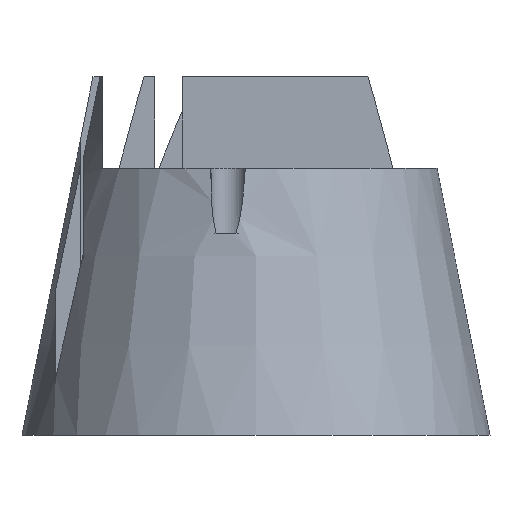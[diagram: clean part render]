
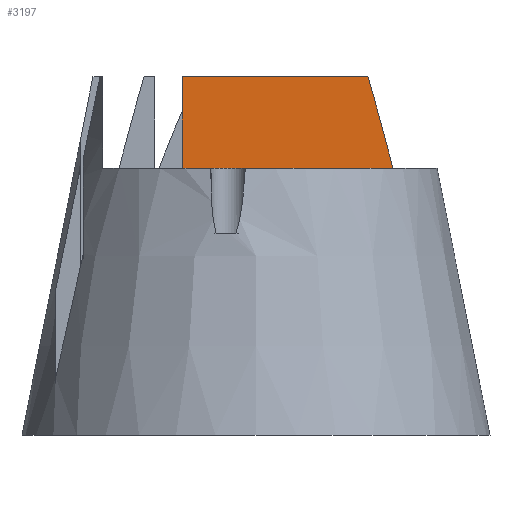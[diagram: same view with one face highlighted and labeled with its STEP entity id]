
A CAD part, left-side view. The second image highlights one B-rep face of the part: STEP entity #3197.
In plain terms, the highlighted planar face has unit normal (-1, 0, 0).
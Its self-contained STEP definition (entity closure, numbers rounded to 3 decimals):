
#45 = CONICAL_SURFACE('',#46,16.94,0.195);
#46 = AXIS2_PLACEMENT_3D('',#47,#48,#49);
#47 = CARTESIAN_POINT('',(20.821,16.94,0.));
#48 = DIRECTION('',(-0.,-0.,-1.));
#49 = DIRECTION('',(1.,0.,-0.));
#174 = PLANE('',#175);
#175 = AXIS2_PLACEMENT_3D('',#176,#177,#178);
#176 = CARTESIAN_POINT('',(28.096,22.28,
    30.701));
#177 = DIRECTION('',(0.,-1.,0.));
#178 = DIRECTION('',(1.,0.,0.));
#685 = VERTEX_POINT('',#686);
#686 = CARTESIAN_POINT('',(29.405,8.834,
    25.976));
#701 = PLANE('',#702);
#702 = AXIS2_PLACEMENT_3D('',#703,#704,#705);
#703 = CARTESIAN_POINT('',(20.821,16.94,
    25.976));
#704 = DIRECTION('',(0.,0.,1.));
#705 = DIRECTION('',(1.,0.,-0.));
#713 = EDGE_CURVE('',#685,#714,#716,.T.);
#714 = VERTEX_POINT('',#715);
#715 = CARTESIAN_POINT('',(29.405,7.017,
    19.325));
#716 = SURFACE_CURVE('',#717,(#722,#732),.PCURVE_S1.);
#717 = HYPERBOLA('',#718,43.44,8.584);
#718 = AXIS2_PLACEMENT_3D('',#719,#720,#721);
#719 = CARTESIAN_POINT('',(29.405,16.94,
    85.723));
#720 = DIRECTION('',(-1.,-0.,-0.));
#721 = DIRECTION('',(0.,0.,-1.));
#722 = PCURVE('',#45,#723);
#723 = DEFINITIONAL_REPRESENTATION('',(#724),#731);
#724 = B_SPLINE_CURVE_WITH_KNOTS('',5,(#725,#726,#727,#728,#729,#730),
  .UNSPECIFIED.,.F.,.F.,(6,6),(0.841,1.01),
  .PIECEWISE_BEZIER_KNOTS.);
#725 = CARTESIAN_POINT('',(-5.526,-25.976));
#726 = CARTESIAN_POINT('',(-5.502,-24.594));
#727 = CARTESIAN_POINT('',(-5.478,-23.128));
#728 = CARTESIAN_POINT('',(-5.455,-21.574));
#729 = CARTESIAN_POINT('',(-5.433,-19.929));
#730 = CARTESIAN_POINT('',(-5.411,-18.187));
#731 = ( GEOMETRIC_REPRESENTATION_CONTEXT(2) 
PARAMETRIC_REPRESENTATION_CONTEXT() REPRESENTATION_CONTEXT('2D SPACE',''
  ) );
#732 = PCURVE('',#733,#738);
#733 = PLANE('',#734);
#734 = AXIS2_PLACEMENT_3D('',#735,#736,#737);
#735 = CARTESIAN_POINT('',(29.405,14.016,
    25.013));
#736 = DIRECTION('',(-1.,-0.,-0.));
#737 = DIRECTION('',(0.,0.,-1.));
#738 = DEFINITIONAL_REPRESENTATION('',(#739),#743);
#739 = ( BOUNDED_CURVE() B_SPLINE_CURVE(2,(#740,#741,#742),
.UNSPECIFIED.,.F.,.F.) B_SPLINE_CURVE_WITH_KNOTS((3,3),(0.841,
1.01),.PIECEWISE_BEZIER_KNOTS.) CURVE() 
GEOMETRIC_REPRESENTATION_ITEM() RATIONAL_B_SPLINE_CURVE((1.,
1.004,1.)) REPRESENTATION_ITEM('') );
#740 = CARTESIAN_POINT('',(-0.963,5.182));
#741 = CARTESIAN_POINT('',(2.482,6.174));
#742 = CARTESIAN_POINT('',(6.826,7.295));
#743 = ( GEOMETRIC_REPRESENTATION_CONTEXT(2) 
PARAMETRIC_REPRESENTATION_CONTEXT() REPRESENTATION_CONTEXT('2D SPACE',''
  ) );
#762 = PLANE('',#763);
#763 = AXIS2_PLACEMENT_3D('',#764,#765,#766);
#764 = CARTESIAN_POINT('',(0.,28.032,19.325));
#765 = DIRECTION('',(0.,-0.,-1.));
#766 = DIRECTION('',(0.,-1.,0.));
#1929 = EDGE_CURVE('',#1930,#1932,#1934,.T.);
#1930 = VERTEX_POINT('',#1931);
#1931 = CARTESIAN_POINT('',(29.405,22.28,
    19.325));
#1932 = VERTEX_POINT('',#1933);
#1933 = CARTESIAN_POINT('',(29.405,22.28,
    25.976));
#1934 = SURFACE_CURVE('',#1935,(#1939,#1945),.PCURVE_S1.);
#1935 = LINE('',#1936,#1937);
#1936 = CARTESIAN_POINT('',(29.405,22.28,
    27.857));
#1937 = VECTOR('',#1938,1.);
#1938 = DIRECTION('',(-0.,0.,1.));
#1939 = PCURVE('',#174,#1940);
#1940 = DEFINITIONAL_REPRESENTATION('',(#1941),#1944);
#1941 = B_SPLINE_CURVE_WITH_KNOTS('',1,(#1942,#1943),.UNSPECIFIED.,.F.,
  .F.,(2,2),(-8.532,2.844),.PIECEWISE_BEZIER_KNOTS.);
#1942 = CARTESIAN_POINT('',(1.309,-11.376));
#1943 = CARTESIAN_POINT('',(1.309,0.));
#1944 = ( GEOMETRIC_REPRESENTATION_CONTEXT(2) 
PARAMETRIC_REPRESENTATION_CONTEXT() REPRESENTATION_CONTEXT('2D SPACE',''
  ) );
#1945 = PCURVE('',#733,#1946);
#1946 = DEFINITIONAL_REPRESENTATION('',(#1947),#1950);
#1947 = B_SPLINE_CURVE_WITH_KNOTS('',1,(#1948,#1949),.UNSPECIFIED.,.F.,
  .F.,(2,2),(-8.532,2.844),.PIECEWISE_BEZIER_KNOTS.);
#1948 = CARTESIAN_POINT('',(5.688,-8.264));
#1949 = CARTESIAN_POINT('',(-5.688,-8.264));
#1950 = ( GEOMETRIC_REPRESENTATION_CONTEXT(2) 
PARAMETRIC_REPRESENTATION_CONTEXT() REPRESENTATION_CONTEXT('2D SPACE',''
  ) );
#2722 = EDGE_CURVE('',#685,#1932,#2723,.T.);
#2723 = SURFACE_CURVE('',#2724,(#2728,#2734),.PCURVE_S1.);
#2724 = LINE('',#2725,#2726);
#2725 = CARTESIAN_POINT('',(29.405,15.478,
    25.976));
#2726 = VECTOR('',#2727,1.);
#2727 = DIRECTION('',(0.,1.,0.));
#2728 = PCURVE('',#701,#2729);
#2729 = DEFINITIONAL_REPRESENTATION('',(#2730),#2733);
#2730 = B_SPLINE_CURVE_WITH_KNOTS('',1,(#2731,#2732),.UNSPECIFIED.,.F.,
  .F.,(2,2),(-10.345,6.802),.PIECEWISE_BEZIER_KNOTS.);
#2731 = CARTESIAN_POINT('',(8.584,-11.807));
#2732 = CARTESIAN_POINT('',(8.584,5.34));
#2733 = ( GEOMETRIC_REPRESENTATION_CONTEXT(2) 
PARAMETRIC_REPRESENTATION_CONTEXT() REPRESENTATION_CONTEXT('2D SPACE',''
  ) );
#2734 = PCURVE('',#733,#2735);
#2735 = DEFINITIONAL_REPRESENTATION('',(#2736),#2739);
#2736 = B_SPLINE_CURVE_WITH_KNOTS('',1,(#2737,#2738),.UNSPECIFIED.,.F.,
  .F.,(2,2),(-10.345,6.802),.PIECEWISE_BEZIER_KNOTS.);
#2737 = CARTESIAN_POINT('',(-0.963,8.883));
#2738 = CARTESIAN_POINT('',(-0.963,-8.264));
#2739 = ( GEOMETRIC_REPRESENTATION_CONTEXT(2) 
PARAMETRIC_REPRESENTATION_CONTEXT() REPRESENTATION_CONTEXT('2D SPACE',''
  ) );
#2920 = EDGE_CURVE('',#1930,#714,#2921,.T.);
#2921 = SURFACE_CURVE('',#2922,(#2926,#2933),.PCURVE_S1.);
#2922 = LINE('',#2923,#2924);
#2923 = CARTESIAN_POINT('',(29.405,28.032,
    19.325));
#2924 = VECTOR('',#2925,1.);
#2925 = DIRECTION('',(0.,-1.,0.));
#2926 = PCURVE('',#762,#2927);
#2927 = DEFINITIONAL_REPRESENTATION('',(#2928),#2932);
#2928 = LINE('',#2929,#2930);
#2929 = CARTESIAN_POINT('',(0.,-29.405));
#2930 = VECTOR('',#2931,1.);
#2931 = DIRECTION('',(1.,0.));
#2932 = ( GEOMETRIC_REPRESENTATION_CONTEXT(2) 
PARAMETRIC_REPRESENTATION_CONTEXT() REPRESENTATION_CONTEXT('2D SPACE',''
  ) );
#2933 = PCURVE('',#733,#2934);
#2934 = DEFINITIONAL_REPRESENTATION('',(#2935),#2939);
#2935 = LINE('',#2936,#2937);
#2936 = CARTESIAN_POINT('',(5.688,-14.016));
#2937 = VECTOR('',#2938,1.);
#2938 = DIRECTION('',(0.,1.));
#2939 = ( GEOMETRIC_REPRESENTATION_CONTEXT(2) 
PARAMETRIC_REPRESENTATION_CONTEXT() REPRESENTATION_CONTEXT('2D SPACE',''
  ) );
#3197 = ADVANCED_FACE('',(#3198),#733,.T.);
#3198 = FACE_BOUND('',#3199,.T.);
#3199 = EDGE_LOOP('',(#3200,#3201,#3202,#3203));
#3200 = ORIENTED_EDGE('',*,*,#1929,.F.);
#3201 = ORIENTED_EDGE('',*,*,#2920,.T.);
#3202 = ORIENTED_EDGE('',*,*,#713,.F.);
#3203 = ORIENTED_EDGE('',*,*,#2722,.T.);
